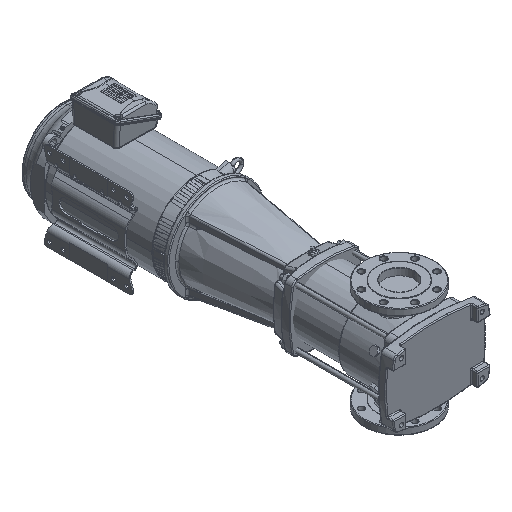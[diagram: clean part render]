
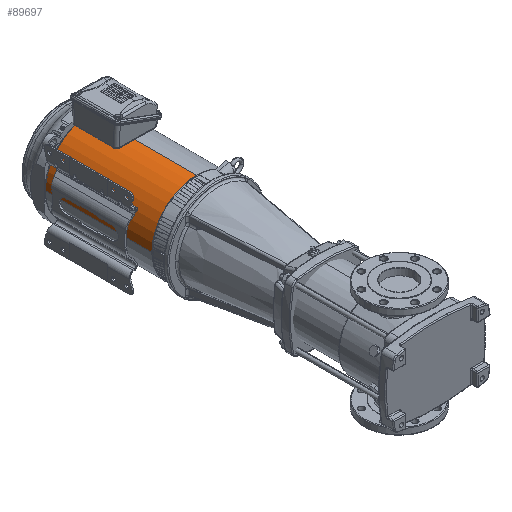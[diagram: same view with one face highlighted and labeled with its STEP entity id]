
A CAD part, isometric view. The second image highlights one B-rep face of the part: STEP entity #89697.
In plain terms, the highlighted cylindrical face has radius 146.3 mm (diameter 292.6 mm), a partial arc.
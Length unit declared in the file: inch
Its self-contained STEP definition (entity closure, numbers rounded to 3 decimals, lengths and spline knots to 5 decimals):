
#9155 = EDGE_LOOP ( 'NONE', ( #23859, #197915, #117421, #69367 ) ) ;
#9391 = VERTEX_POINT ( 'NONE', #205494 ) ;
#23859 = ORIENTED_EDGE ( 'NONE', *, *, #108969, .T. ) ;
#29963 = VERTEX_POINT ( 'NONE', #79041 ) ;
#30315 = AXIS2_PLACEMENT_3D ( 'NONE', #199653, #144568, #62352 ) ;
#35187 = CARTESIAN_POINT ( 'NONE',  ( 46.25072, -5.54132, 0.00101 ) ) ;
#35468 = CIRCLE ( 'NONE', #197273, 5.75984 ) ;
#54274 = DIRECTION ( 'NONE',  ( -1., 0., 0. ) ) ;
#56864 = DIRECTION ( 'NONE',  ( -1., 0., 0. ) ) ;
#59068 = LINE ( 'NONE', #211020, #130312 ) ;
#62352 = DIRECTION ( 'NONE',  ( 0., 0., 1. ) ) ;
#69367 = ORIENTED_EDGE ( 'NONE', *, *, #215795, .F. ) ;
#69582 = VERTEX_POINT ( 'NONE', #165768 ) ;
#79041 = CARTESIAN_POINT ( 'NONE',  ( 8.16677, -5.54132, 0.00101 ) ) ;
#89697 = ADVANCED_FACE ( 'NONE', ( #197456 ), #111911, .T. ) ;
#101263 = AXIS2_PLACEMENT_3D ( 'NONE', #168895, #205927, #117128 ) ;
#108969 = EDGE_CURVE ( 'NONE', #29963, #9391, #35468, .T. ) ;
#111911 = CYLINDRICAL_SURFACE ( 'NONE', #30315, 5.75984 ) ;
#117128 = DIRECTION ( 'NONE',  ( 0., -1., 0. ) ) ;
#117421 = ORIENTED_EDGE ( 'NONE', *, *, #202947, .F. ) ;
#119627 = LINE ( 'NONE', #35187, #189665 ) ;
#121106 = CARTESIAN_POINT ( 'NONE',  ( -5.61276, 0.21852, 5.75984 ) ) ;
#130312 = VECTOR ( 'NONE', #56864, 39.37008 ) ;
#144364 = CIRCLE ( 'NONE', #101263, 5.75984 ) ;
#144568 = DIRECTION ( 'NONE',  ( -1., 0., 0. ) ) ;
#165768 = CARTESIAN_POINT ( 'NONE',  ( -5.61276, -5.54132, 0.00101 ) ) ;
#168895 = CARTESIAN_POINT ( 'NONE',  ( -5.61276, 0.21852, 0. ) ) ;
#172935 = DIRECTION ( 'NONE',  ( -1., 0., 0. ) ) ;
#189665 = VECTOR ( 'NONE', #54274, 39.37008 ) ;
#189841 = CARTESIAN_POINT ( 'NONE',  ( 8.16677, 0.21852, 0. ) ) ;
#197273 = AXIS2_PLACEMENT_3D ( 'NONE', #189841, #172935, #207786 ) ;
#197456 = FACE_OUTER_BOUND ( 'NONE', #9155, .T. ) ;
#197915 = ORIENTED_EDGE ( 'NONE', *, *, #222762, .T. ) ;
#199653 = CARTESIAN_POINT ( 'NONE',  ( 46.25072, 0.21852, 0. ) ) ;
#202947 = EDGE_CURVE ( 'NONE', #69582, #222648, #144364, .T. ) ;
#205494 = CARTESIAN_POINT ( 'NONE',  ( 8.16677, 0.21852, 5.75984 ) ) ;
#205927 = DIRECTION ( 'NONE',  ( -1., 0., 0. ) ) ;
#207786 = DIRECTION ( 'NONE',  ( 0., -1., 0. ) ) ;
#211020 = CARTESIAN_POINT ( 'NONE',  ( 46.25072, 0.21852, 5.75984 ) ) ;
#215795 = EDGE_CURVE ( 'NONE', #29963, #69582, #119627, .T. ) ;
#222648 = VERTEX_POINT ( 'NONE', #121106 ) ;
#222762 = EDGE_CURVE ( 'NONE', #9391, #222648, #59068, .T. ) ;
